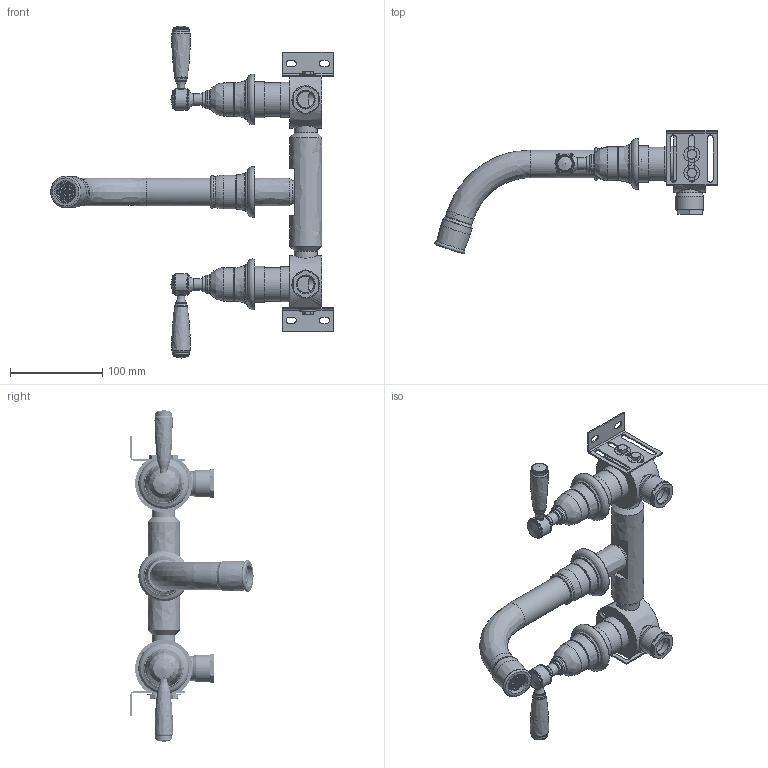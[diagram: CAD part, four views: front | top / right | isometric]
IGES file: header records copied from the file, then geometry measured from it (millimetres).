
Global section: file name: V2K47-M; native system: Autodesk Inventor 2018; preprocessor: unknown; author: adaniels; date: 20180328.141006; units: millimetre
Bounding box: 305.63 x 133.15 x 359.35 mm (x, y, z)
Volume: 996799.2 mm3; surface area: 451408 mm2
Topology: 99 solids, 102 shells, 3553 faces, 9736 edges, 6468 vertices
Faces by surface type: bspline 3553
